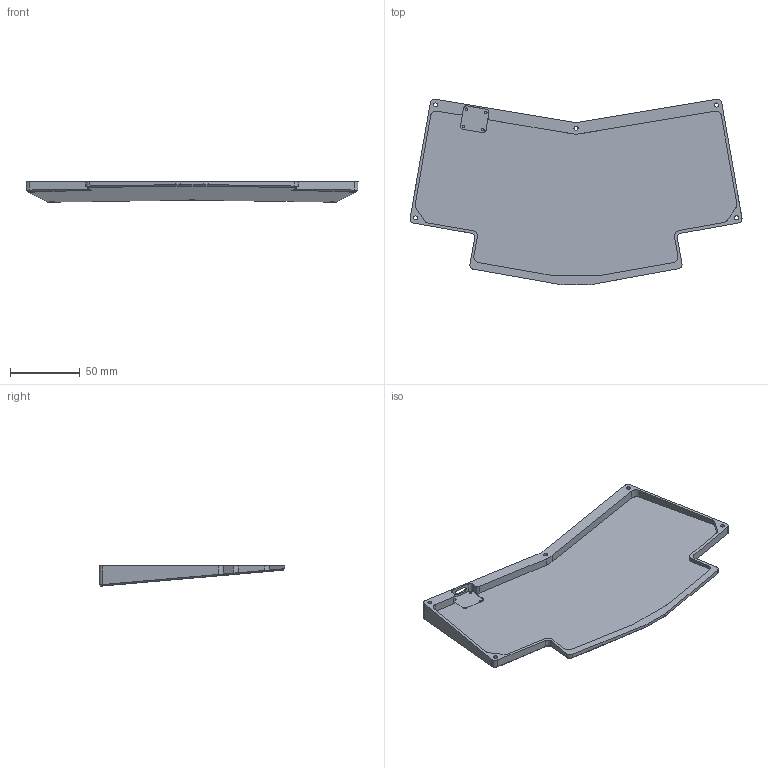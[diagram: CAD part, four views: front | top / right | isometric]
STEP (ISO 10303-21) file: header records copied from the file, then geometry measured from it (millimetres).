
FILE_DESCRIPTION(/* description */ (''),/* implementation_level */ '2;1');
FILE_NAME(/* name */ 'AlphaStagBottomCase.step',/* time_stamp */ '2023-01-18T16:11:40-08:00',/* author */ (''),/* organization */ (''),/* preprocessor_version */ 'ST-DEVELOPER v19.2',/* originating_system */ 'Autodesk Translation Framework v11.17.0.187',/* authorisation */ '');
FILE_SCHEMA (('AUTOMOTIVE_DESIGN { 1 0 10303 214 3 1 1 }'));
Length unit declared in the file: millimetre
Products named in the file (1): AlphaStag
Bounding box: 237.5 x 132.85 x 14.53 mm (x, y, z)
Volume: 129876.5 mm3; surface area: 57839.5 mm2
Topology: 1 solids, 1 shells, 232 faces, 642 edges, 418 vertices
Faces by surface type: cylinder 132, plane 57, bspline 39, cone 4
Full cylindrical faces by diameter (mm): 1.623 x20, 2.074 x8, 2.9 x5, 4.9 x5
Entity records: 13303 total; most frequent: CARTESIAN_POINT 7856, ORIENTED_EDGE 1276, DIRECTION 873, EDGE_CURVE 638, VERTEX_POINT 418, AXIS2_PLACEMENT_3D 295, LINE 283, VECTOR 283
